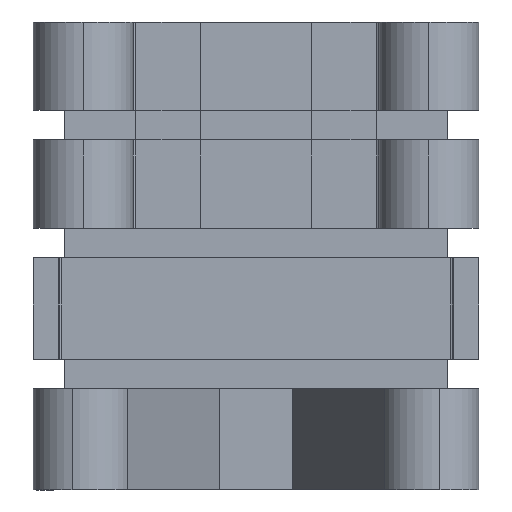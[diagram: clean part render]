
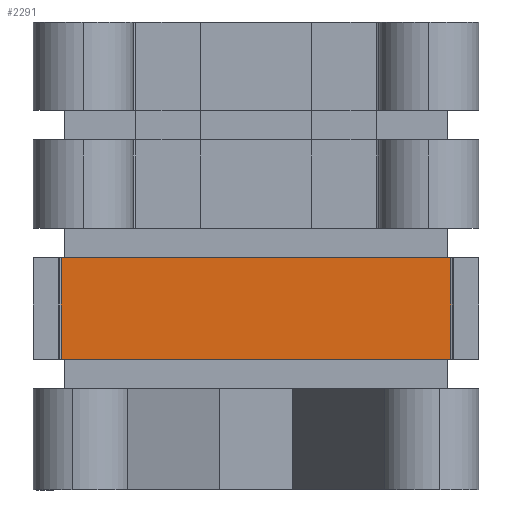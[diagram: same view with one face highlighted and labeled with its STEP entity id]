
A CAD part, front view. The second image highlights one B-rep face of the part: STEP entity #2291.
In plain terms, the highlighted planar face has unit normal (0, -1, 0).
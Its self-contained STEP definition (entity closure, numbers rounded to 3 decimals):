
#1819=CARTESIAN_POINT('',(-6.34,2.95,9.64));
#1820=VERTEX_POINT('',#1819);
#1828=CARTESIAN_POINT('',(-6.34,2.95,12.94));
#1829=VERTEX_POINT('',#1828);
#1830=CARTESIAN_POINT('',(-6.34,2.95,9.64));
#1831=DIRECTION('',(0.0,0.0,1.0));
#1832=VECTOR('',#1831,3.3);
#1833=LINE('',#1830,#1832);
#1834=EDGE_CURVE('',#1820,#1829,#1833,.T.);
#2243=CARTESIAN_POINT('',(6.34,2.95,12.94));
#2244=VERTEX_POINT('',#2243);
#2252=CARTESIAN_POINT('',(6.34,2.95,9.64));
#2253=VERTEX_POINT('',#2252);
#2254=CARTESIAN_POINT('',(6.34,2.95,9.64));
#2255=DIRECTION('',(0.0,0.0,1.0));
#2256=VECTOR('',#2255,3.3);
#2257=LINE('',#2254,#2256);
#2258=EDGE_CURVE('',#2253,#2244,#2257,.T.);
#2270=CARTESIAN_POINT('',(6.34,2.95,9.64));
#2271=DIRECTION('',(0.0,-1.0,0.0));
#2272=DIRECTION('',(1.0,0.0,0.0));
#2273=AXIS2_PLACEMENT_3D('',#2270,#2271,#2272);
#2274=PLANE('',#2273);
#2275=CARTESIAN_POINT('',(6.34,2.95,12.94));
#2276=DIRECTION('',(-1.0,0.0,0.0));
#2277=VECTOR('',#2276,12.68);
#2278=LINE('',#2275,#2277);
#2279=EDGE_CURVE('',#2244,#1829,#2278,.T.);
#2280=ORIENTED_EDGE('',*,*,#2279,.T.);
#2281=ORIENTED_EDGE('',*,*,#1834,.F.);
#2282=CARTESIAN_POINT('',(-6.34,2.95,9.64));
#2283=DIRECTION('',(1.0,0.0,0.0));
#2284=VECTOR('',#2283,12.68);
#2285=LINE('',#2282,#2284);
#2286=EDGE_CURVE('',#1820,#2253,#2285,.T.);
#2287=ORIENTED_EDGE('',*,*,#2286,.T.);
#2288=ORIENTED_EDGE('',*,*,#2258,.T.);
#2289=EDGE_LOOP('',(#2280,#2281,#2287,#2288));
#2290=FACE_OUTER_BOUND('',#2289,.T.);
#2291=ADVANCED_FACE('',(#2290),#2274,.T.);
